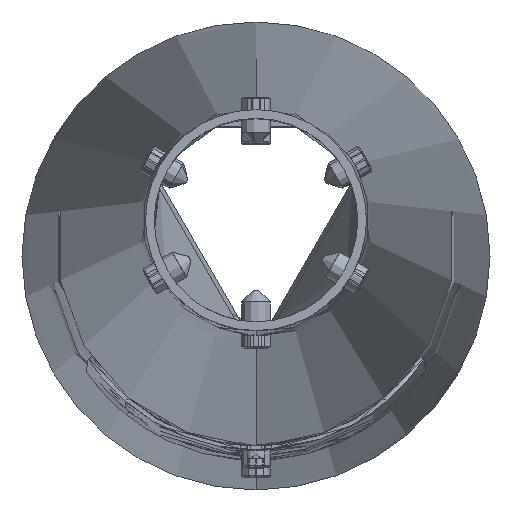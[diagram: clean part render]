
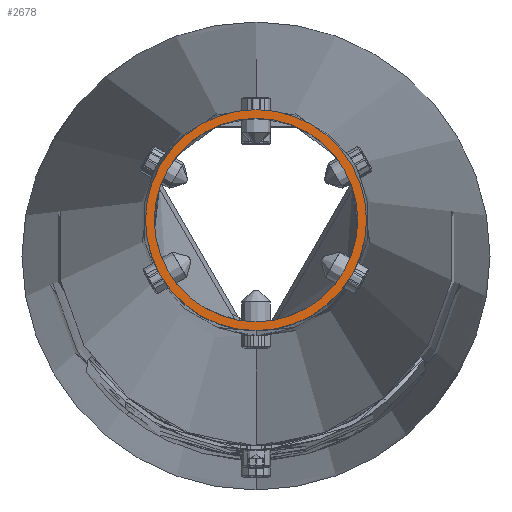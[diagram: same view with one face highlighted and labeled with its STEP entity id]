
A CAD part, top view. The second image highlights one B-rep face of the part: STEP entity #2678.
In plain terms, the highlighted face is planar.
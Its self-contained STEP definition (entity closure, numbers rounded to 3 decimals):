
#257 = CARTESIAN_POINT ( 'NONE',  ( 0., 7100., 35. ) ) ;
#366 = CARTESIAN_POINT ( 'NONE',  ( 0., 7100., 0. ) ) ;
#393 = CIRCLE ( 'NONE', #3028, 38. ) ;
#450 = DIRECTION ( 'NONE',  ( 0., -1., 0. ) ) ;
#511 = CIRCLE ( 'NONE', #5449, 38. ) ;
#767 = ORIENTED_EDGE ( 'NONE', *, *, #4801, .T. ) ;
#906 = EDGE_CURVE ( 'NONE', #6004, #2624, #5448, .T. ) ;
#912 = CARTESIAN_POINT ( 'NONE',  ( 0., 7100., 0. ) ) ;
#1057 = CARTESIAN_POINT ( 'NONE',  ( 0., 7100., 0. ) ) ;
#1308 = AXIS2_PLACEMENT_3D ( 'NONE', #2975, #3478, #6270 ) ;
#1510 = EDGE_LOOP ( 'NONE', ( #6001, #767 ) ) ;
#1628 = VERTEX_POINT ( 'NONE', #4482 ) ;
#1706 = DIRECTION ( 'NONE',  ( 0., 0., -1. ) ) ;
#2093 = DIRECTION ( 'NONE',  ( 0., 0., -1. ) ) ;
#2331 = AXIS2_PLACEMENT_3D ( 'NONE', #366, #4996, #1706 ) ;
#2363 = AXIS2_PLACEMENT_3D ( 'NONE', #3418, #5616, #4009 ) ;
#2624 = VERTEX_POINT ( 'NONE', #257 ) ;
#2678 = ADVANCED_FACE ( 'NONE', ( #6801, #4108 ), #2938, .T. ) ;
#2938 = PLANE ( 'NONE',  #1308 ) ;
#2975 = CARTESIAN_POINT ( 'NONE',  ( -38., 7100., 0. ) ) ;
#3028 = AXIS2_PLACEMENT_3D ( 'NONE', #912, #450, #2093 ) ;
#3088 = ORIENTED_EDGE ( 'NONE', *, *, #5111, .F. ) ;
#3418 = CARTESIAN_POINT ( 'NONE',  ( 0., 7100., 0. ) ) ;
#3478 = DIRECTION ( 'NONE',  ( 0., 1., 0. ) ) ;
#3665 = DIRECTION ( 'NONE',  ( 0., 0., -1. ) ) ;
#3770 = EDGE_CURVE ( 'NONE', #4891, #1628, #511, .T. ) ;
#3861 = CIRCLE ( 'NONE', #2363, 35. ) ;
#3918 = EDGE_LOOP ( 'NONE', ( #3088, #3969 ) ) ;
#3969 = ORIENTED_EDGE ( 'NONE', *, *, #3770, .F. ) ;
#4009 = DIRECTION ( 'NONE',  ( 0., 0., -1. ) ) ;
#4108 = FACE_OUTER_BOUND ( 'NONE', #3918, .T. ) ;
#4226 = CARTESIAN_POINT ( 'NONE',  ( 0., 7100., 38. ) ) ;
#4482 = CARTESIAN_POINT ( 'NONE',  ( 0., 7100., -38. ) ) ;
#4494 = CARTESIAN_POINT ( 'NONE',  ( 0., 7100., -35. ) ) ;
#4801 = EDGE_CURVE ( 'NONE', #2624, #6004, #3861, .T. ) ;
#4858 = DIRECTION ( 'NONE',  ( 0., -1., 0. ) ) ;
#4891 = VERTEX_POINT ( 'NONE', #4226 ) ;
#4996 = DIRECTION ( 'NONE',  ( 0., -1., 0. ) ) ;
#5111 = EDGE_CURVE ( 'NONE', #1628, #4891, #393, .T. ) ;
#5448 = CIRCLE ( 'NONE', #2331, 35. ) ;
#5449 = AXIS2_PLACEMENT_3D ( 'NONE', #1057, #4858, #3665 ) ;
#5616 = DIRECTION ( 'NONE',  ( 0., -1., 0. ) ) ;
#6001 = ORIENTED_EDGE ( 'NONE', *, *, #906, .T. ) ;
#6004 = VERTEX_POINT ( 'NONE', #4494 ) ;
#6270 = DIRECTION ( 'NONE',  ( 0., 0., 1. ) ) ;
#6801 = FACE_BOUND ( 'NONE', #1510, .T. ) ;
